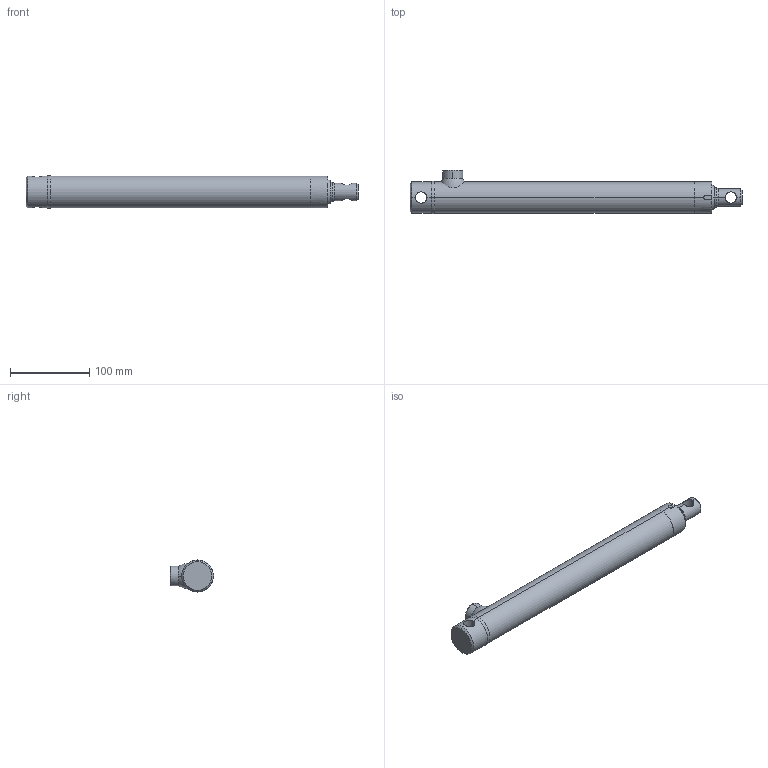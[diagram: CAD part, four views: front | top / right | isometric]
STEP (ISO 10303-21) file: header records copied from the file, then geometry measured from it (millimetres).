
FILE_DESCRIPTION (( 'STEP AP203' ), '1' );
FILE_NAME ('625.30.STEP', '2014-03-26T07:20:02', ( '' ), ( '' ), 'SwSTEP 2.0', 'SolidWorks 2013', '' );
FILE_SCHEMA (( 'CONFIG_CONTROL_DESIGN' ));
Length unit declared in the file: millimetre
Products named in the file (1): 625.30
Bounding box: 418 x 54.91 x 41.09 mm (x, y, z)
Surface area: 86232.4 mm2 (no closed solid volume)
Topology: 0 solids, 8 shells, 58 faces, 147 edges, 92 vertices
Faces by surface type: cylinder 23, cone 19, plane 10, torus 6
Entity records: 2353 total; most frequent: CARTESIAN_POINT 872, DIRECTION 319, ORIENTED_EDGE 262, EDGE_CURVE 147, AXIS2_PLACEMENT_3D 133, VERTEX_POINT 92, CIRCLE 74, EDGE_LOOP 64
